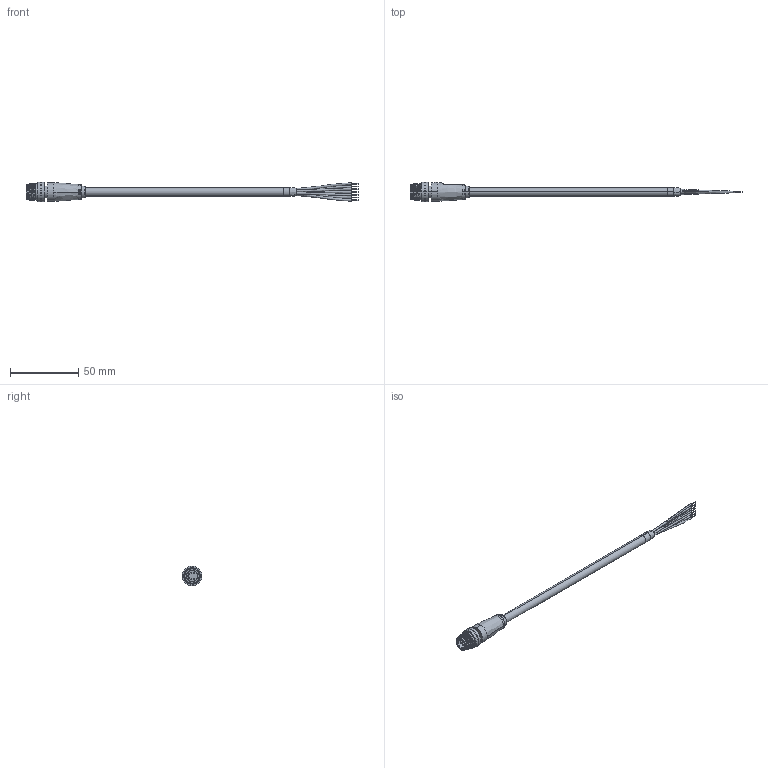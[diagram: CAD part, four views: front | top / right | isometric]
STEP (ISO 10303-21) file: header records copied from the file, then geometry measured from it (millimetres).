
FILE_DESCRIPTION (( 'STEP AP203' ), '1' );
FILE_NAME ('10-03836_revA.STEP', '2020-10-16T23:34:48', ( '' ), ( '' ), 'SwSTEP 2.0', 'SolidWorks 2015', '' );
FILE_SCHEMA (( 'CONFIG_CONTROL_DESIGN' ));
Length unit declared in the file: millimetre
Products named in the file (8): 50-00989-01___; 24-00349_Wire O6.8 mm; 50-00989-04___; 50-00989-02_For STEP file; 30-01595_M12 (50 with 5mm tinned); 50-00989___; 50-00989-03___; 10-03836_revA
Assembly tree (12 placements, depth 3):
  10-03836_revA
    30-01595_M12 (50 with 5mm tinned)
    24-00349_Wire O6.8 mm
    50-00989___
      50-00989-01___
      50-00989-02_For STEP file
      50-00989-03___  x6
      50-00989-04___
Bounding box: 243.5 x 14.5 x 14.5 mm (x, y, z)
Volume: 10159.4 mm3; surface area: 33581.6 mm2
Topology: 310 solids, 310 shells, 1672 faces, 2893 edges, 1877 vertices
Faces by surface type: cylinder 779, plane 718, bspline 63, torus 51, cone 49, sphere 12
Entity records: 40465 total; most frequent: CARTESIAN_POINT 10389, DIRECTION 6793, ORIENTED_EDGE 5056, AXIS2_PLACEMENT_3D 2961, EDGE_CURVE 2528, VERTEX_POINT 1667, EDGE_LOOP 1569, CIRCLE 1506
